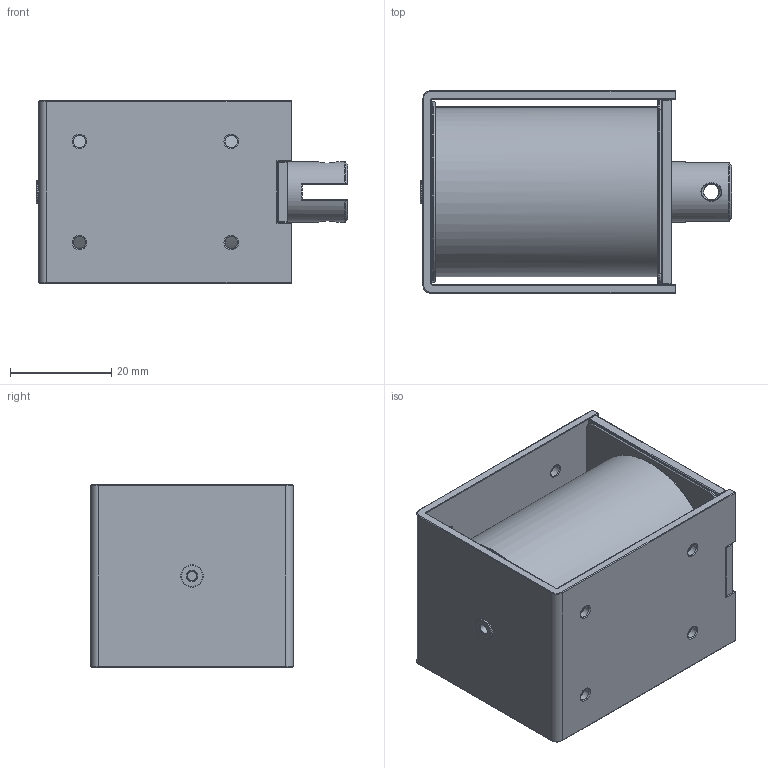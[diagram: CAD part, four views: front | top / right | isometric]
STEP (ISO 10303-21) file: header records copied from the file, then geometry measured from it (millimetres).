
FILE_DESCRIPTION(/* description */ ('Unknown'),/* implementation_level */ '2;1');
FILE_NAME(/* name */ 'RD-A1250',/* time_stamp */ '2025-09-11T13:18:25+09:00',/* author */ ('Unknown'),/* organization */ ('Unknown'),/* preprocessor_version */ 'ST-DEVELOPER v18.1',/* originating_system */ 'Solid Edge',/* authorisation */ 'Unknown');
FILE_SCHEMA (('CONFIG_CONTROL_DESIGN'));
Length unit declared in the file: millimetre
Products named in the file (10): RD-A1250-parametric; RD-A1250-fixed; RD-A1250-frame; RD-A1250-stop; RD-A1250-coil; RD-A1250-bobbin; RD-A1250coim; RD-A1250-tape; RD-A1250-end; RD-A1250-plunger
Assembly tree (9 placements, depth 4):
  RD-A1250-parametric
    RD-A1250-fixed
      RD-A1250-frame
      RD-A1250-stop
      RD-A1250-coil
        RD-A1250-bobbin
        RD-A1250coim
        RD-A1250-tape
      RD-A1250-end
    RD-A1250-plunger
Bounding box: 61.5 x 40 x 36 mm (x, y, z)
Volume: 49196.3 mm3; surface area: 58978.8 mm2
Topology: 8 solids, 8 shells, 294 faces, 667 edges, 359 vertices
Faces by surface type: cylinder 119, torus 63, plane 57, sphere 40, bspline 9, cone 6
Full cylindrical faces by diameter (mm): 2 x1, 2.459 x8, 3 x2, 3.5 x2, 4.5 x1, 12 x1, 12.3 x1, 12.4 x1, 13.4 x2, 13.5 x1, 14.6 x1, 32.6 x1, 35.6 x1
Entity records: 9103 total; most frequent: CARTESIAN_POINT 1999, DIRECTION 1410, ORIENTED_EDGE 1070, AXIS2_PLACEMENT_3D 602, EDGE_CURVE 535, EDGE_LOOP 400, FACE_BOUND 400, VERTEX_POINT 333
